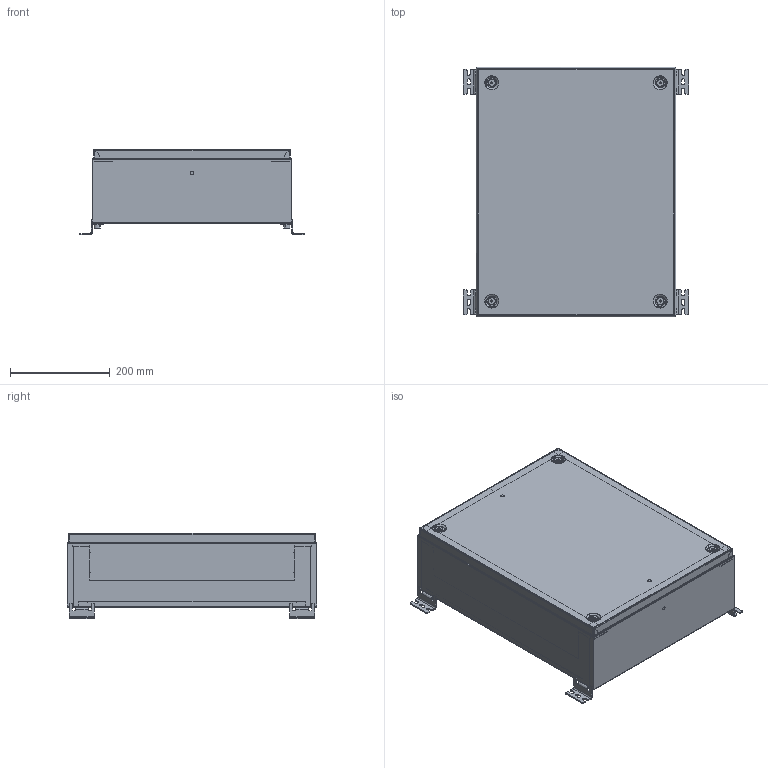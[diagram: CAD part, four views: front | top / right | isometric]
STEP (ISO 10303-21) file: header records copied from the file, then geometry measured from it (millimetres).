
FILE_DESCRIPTION (( 'STEP AP214' ), '1' );
FILE_NAME ('ÊÒ.314.515 Êëåììíàÿ êîðîáêà W400H500D150.STEP', '2024-04-26T05:58:44', ( '' ), ( '' ), 'SwSTEP 2.0', 'SolidWorks 2021', '' );
FILE_SCHEMA (( 'AUTOMOTIVE_DESIGN' ));
Length unit declared in the file: millimetre
Products named in the file (15): ÊÒ.314.515.10.01 Êîðïóñ øêàôà W400H500D150; ÊÒ.314.415.20.00 ÑÁ Êðûøêà ïåðåäíÿÿ; Ãàñêåòèíã W400H500; 室.314.515.10.02 署赅 蚜 W400D150.SLDPRT; ÊÒ.314.515 ÑÁ Êàðêàñ øêàôà; Âèíò Ì6õ25 ìåáåëüíûé; ÊÒ.314.515 Êëåììíàÿ êîðîáêà W400H500D150; Çàêëåïêà ðåçüáîâàÿ Ì6 øåñòèãðàííàÿ ñ óìåíüøåííûì áîðòîì; 471.100 Íàñòåííîå êðåïëåíèå; ÊÒ.314.512.20.01 Êðûøêà äâåðíàÿ W400H500; 室.314.515.10.02 署赅 W400D150; Øïèëüêà ïðèâàðíàÿ Ì6õ16; ÊÒ.314.515.10.03 Ðàìà ìîíòàæíîé ïàíåëè; 妈眚 DIN 912-󋔊0-Zn; Çàêëåïêà ðåçüáîâàÿ Ì8 øåñòèãðàííàÿ ñ óìåíüøåííûì áîðòîì
Assembly tree (33 placements, depth 4):
  ÊÒ.314.515 Êëåììíàÿ êîðîáêà W400H500D150
    ÊÒ.314.515 ÑÁ Êàðêàñ øêàôà
      ÊÒ.314.515.10.01 Êîðïóñ øêàôà W400H500D150
      室.314.515.10.02 署赅 蚜 W400D150.SLDPRT  x2
        室.314.515.10.02 署赅 W400D150
        Øïèëüêà ïðèâàðíàÿ Ì6õ16
      ÊÒ.314.515.10.03 Ðàìà ìîíòàæíîé ïàíåëè  x2
    ÊÒ.314.415.20.00 ÑÁ Êðûøêà ïåðåäíÿÿ
      ÊÒ.314.512.20.01 Êðûøêà äâåðíàÿ W400H500
      Ãàñêåòèíã W400H500
      Øïèëüêà ïðèâàðíàÿ Ì6õ16  x2
    Çàêëåïêà ðåçüáîâàÿ Ì8 øåñòèãðàííàÿ ñ óìåíüøåííûì áîðòîì  x4
    471.100 Íàñòåííîå êðåïëåíèå  x4
    妈眚 DIN 912-󋔊0-Zn  x4
    Âèíò Ì6õ25 ìåáåëüíûé  x4
    Çàêëåïêà ðåçüáîâàÿ Ì6 øåñòèãðàííàÿ ñ óìåíüøåííûì áîðòîì  x4
Bounding box: 452 x 500 x 171.6 mm (x, y, z)
Volume: 1014374.5 mm3; surface area: 1683382.8 mm2
Topology: 31 solids, 31 shells, 1690 faces, 4304 edges, 2694 vertices
Faces by surface type: cylinder 789, plane 717, cone 128, bspline 28, torus 28
Entity records: 27767 total; most frequent: CARTESIAN_POINT 11012, ORIENTED_EDGE 3386, DIRECTION 3328, EDGE_CURVE 1693, AXIS2_PLACEMENT_3D 1161, VERTEX_POINT 1056, VECTOR 1006, LINE 1006
